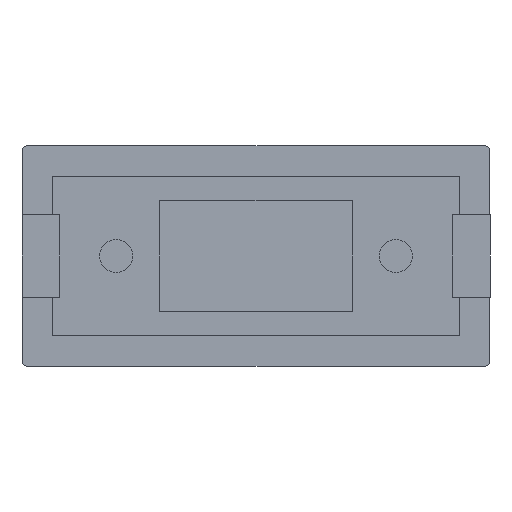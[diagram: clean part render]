
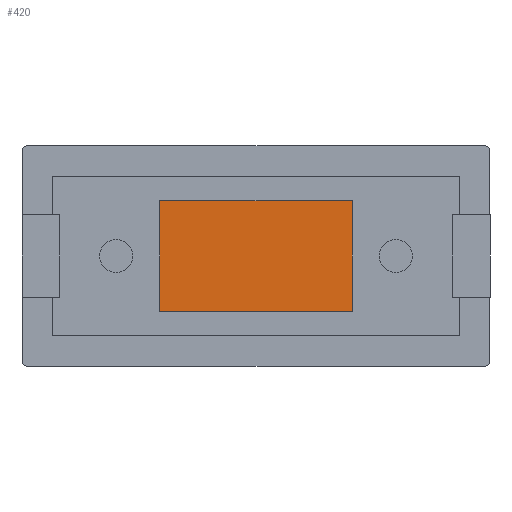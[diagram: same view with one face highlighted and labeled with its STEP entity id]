
A CAD part, front view. The second image highlights one B-rep face of the part: STEP entity #420.
In plain terms, the highlighted planar face has unit normal (0, -1, 0).
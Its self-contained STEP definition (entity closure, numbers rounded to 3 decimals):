
#15 = ORIENTED_EDGE ( 'NONE', *, *, #1095, .F. ) ;
#56 = LINE ( 'NONE', #468, #344 ) ;
#69 = DIRECTION ( 'NONE',  ( 0., 1., 0. ) ) ;
#122 = VERTEX_POINT ( 'NONE', #556 ) ;
#134 = ORIENTED_EDGE ( 'NONE', *, *, #450, .F. ) ;
#206 = DIRECTION ( 'NONE',  ( 0., 0., -1. ) ) ;
#237 = EDGE_CURVE ( 'NONE', #122, #1661, #1019, .T. ) ;
#344 = VECTOR ( 'NONE', #1129, 1000. ) ;
#355 = CARTESIAN_POINT ( 'NONE',  ( -1.75, -4.25, 1. ) ) ;
#357 = DIRECTION ( 'NONE',  ( 0., 0., -1. ) ) ;
#420 = ADVANCED_FACE ( 'NONE', ( #876 ), #1667, .F. ) ;
#450 = EDGE_CURVE ( 'NONE', #900, #1109, #893, .T. ) ;
#463 = VECTOR ( 'NONE', #357, 1000. ) ;
#468 = CARTESIAN_POINT ( 'NONE',  ( -1.75, -4.25, 1. ) ) ;
#492 = ORIENTED_EDGE ( 'NONE', *, *, #237, .T. ) ;
#494 = DIRECTION ( 'NONE',  ( 1., 0., 0. ) ) ;
#556 = CARTESIAN_POINT ( 'NONE',  ( -1.75, -4.25, 1. ) ) ;
#580 = ORIENTED_EDGE ( 'NONE', *, *, #1402, .T. ) ;
#664 = AXIS2_PLACEMENT_3D ( 'NONE', #355, #69, #1544 ) ;
#748 = CARTESIAN_POINT ( 'NONE',  ( -1.75, -4.25, -1. ) ) ;
#760 = CARTESIAN_POINT ( 'NONE',  ( 1.75, -4.25, -1. ) ) ;
#865 = CARTESIAN_POINT ( 'NONE',  ( 1.75, -4.25, 1. ) ) ;
#876 = FACE_OUTER_BOUND ( 'NONE', #1445, .T. ) ;
#880 = CARTESIAN_POINT ( 'NONE',  ( -1.75, -4.25, -1. ) ) ;
#893 = LINE ( 'NONE', #865, #1638 ) ;
#900 = VERTEX_POINT ( 'NONE', #1049 ) ;
#1019 = LINE ( 'NONE', #1547, #463 ) ;
#1049 = CARTESIAN_POINT ( 'NONE',  ( 1.75, -4.25, 1. ) ) ;
#1062 = VECTOR ( 'NONE', #494, 1000. ) ;
#1095 = EDGE_CURVE ( 'NONE', #122, #900, #56, .T. ) ;
#1109 = VERTEX_POINT ( 'NONE', #760 ) ;
#1129 = DIRECTION ( 'NONE',  ( 1., 0., 0. ) ) ;
#1268 = LINE ( 'NONE', #880, #1062 ) ;
#1402 = EDGE_CURVE ( 'NONE', #1661, #1109, #1268, .T. ) ;
#1445 = EDGE_LOOP ( 'NONE', ( #580, #134, #15, #492 ) ) ;
#1544 = DIRECTION ( 'NONE',  ( 0., 0., 1. ) ) ;
#1547 = CARTESIAN_POINT ( 'NONE',  ( -1.75, -4.25, 1. ) ) ;
#1638 = VECTOR ( 'NONE', #206, 1000. ) ;
#1661 = VERTEX_POINT ( 'NONE', #748 ) ;
#1667 = PLANE ( 'NONE',  #664 ) ;
